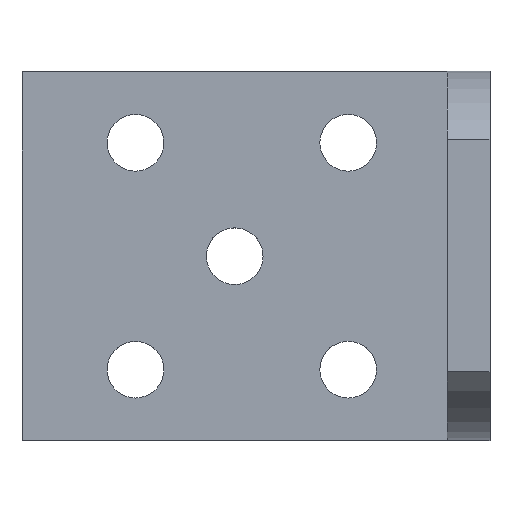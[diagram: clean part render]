
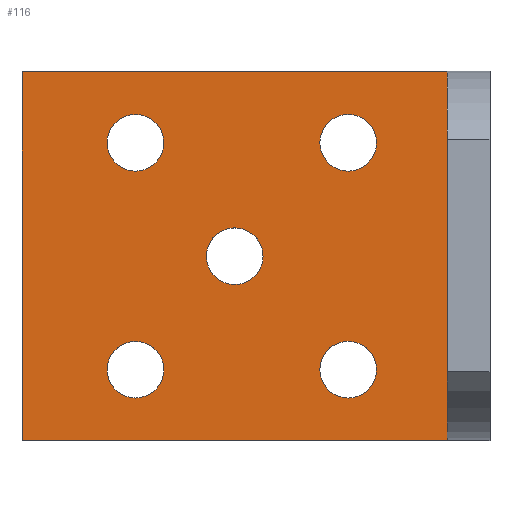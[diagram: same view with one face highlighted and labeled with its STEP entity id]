
A CAD part, top view. The second image highlights one B-rep face of the part: STEP entity #116.
In plain terms, the highlighted planar face has unit normal (0, 0, 1).
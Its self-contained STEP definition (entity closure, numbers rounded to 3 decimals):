
#116=ADVANCED_FACE('',(#276,#278,#280,#282,#284,#286),#288,.T.);
#276=FACE_BOUND('',#277,.T.);
#277=EDGE_LOOP('',(#431,#432,#433,#434));
#278=FACE_BOUND('',#279,.T.);
#279=EDGE_LOOP('',(#435));
#280=FACE_BOUND('',#281,.T.);
#281=EDGE_LOOP('',(#436));
#282=FACE_BOUND('',#283,.T.);
#283=EDGE_LOOP('',(#437));
#284=FACE_BOUND('',#285,.T.);
#285=EDGE_LOOP('',(#438));
#286=FACE_BOUND('',#287,.T.);
#287=EDGE_LOOP('',(#439));
#288=PLANE('',#289);
#289=AXIS2_PLACEMENT_3D('',#290,#291,#292);
#290=CARTESIAN_POINT('',(0.,0.,3.1));
#291=DIRECTION('',(0.,0.,1.));
#292=DIRECTION('',(-1.,0.,0.));
#431=ORIENTED_EDGE('',*,*,#487,.F.);
#432=ORIENTED_EDGE('',*,*,#483,.T.);
#433=ORIENTED_EDGE('',*,*,#497,.T.);
#434=ORIENTED_EDGE('',*,*,#471,.T.);
#435=ORIENTED_EDGE('',*,*,#498,.T.);
#436=ORIENTED_EDGE('',*,*,#499,.T.);
#437=ORIENTED_EDGE('',*,*,#500,.T.);
#438=ORIENTED_EDGE('',*,*,#501,.T.);
#439=ORIENTED_EDGE('',*,*,#502,.T.);
#471=EDGE_CURVE('',#514,#512,#515,.T.);
#483=EDGE_CURVE('',#538,#536,#539,.T.);
#487=EDGE_CURVE('',#538,#512,#543,.T.);
#497=EDGE_CURVE('',#536,#514,#559,.T.);
#498=EDGE_CURVE('',#560,#560,#561,.F.);
#499=EDGE_CURVE('',#562,#562,#563,.F.);
#500=EDGE_CURVE('',#564,#564,#565,.F.);
#501=EDGE_CURVE('',#566,#566,#567,.F.);
#502=EDGE_CURVE('',#568,#568,#569,.F.);
#512=VERTEX_POINT('',#586);
#514=VERTEX_POINT('',#590);
#515=LINE('',#591,#592);
#536=VERTEX_POINT('',#634);
#538=VERTEX_POINT('',#638);
#539=LINE('',#639,#640);
#543=LINE('',#653,#654);
#559=LINE('',#697,#698);
#560=VERTEX_POINT('',#700);
#561=CIRCLE('',#701,2.);
#562=VERTEX_POINT('',#705);
#563=CIRCLE('',#706,2.);
#564=VERTEX_POINT('',#710);
#565=CIRCLE('',#711,2.);
#566=VERTEX_POINT('',#715);
#567=CIRCLE('',#716,2.);
#568=VERTEX_POINT('',#720);
#569=CIRCLE('',#721,2.);
#586=CARTESIAN_POINT('',(13.5,-13.,3.1));
#590=CARTESIAN_POINT('',(-16.5,-13.,3.1));
#591=CARTESIAN_POINT('',(-16.5,-13.,3.1));
#592=VECTOR('',#593,1.);
#593=DIRECTION('',(1.,0.,0.));
#634=CARTESIAN_POINT('',(-16.5,13.,3.1));
#638=CARTESIAN_POINT('',(13.5,13.,3.1));
#639=CARTESIAN_POINT('',(13.5,13.,3.1));
#640=VECTOR('',#641,1.);
#641=DIRECTION('',(-1.,0.,0.));
#653=CARTESIAN_POINT('',(13.5,13.,3.1));
#654=VECTOR('',#655,1.);
#655=DIRECTION('',(0.,-1.,0.));
#697=CARTESIAN_POINT('',(-16.5,13.,3.1));
#698=VECTOR('',#699,1.);
#699=DIRECTION('',(0.,-1.,0.));
#700=CARTESIAN_POINT('',(4.5,8.,3.1));
#701=AXIS2_PLACEMENT_3D('',#702,#703,#704);
#702=CARTESIAN_POINT('',(6.5,8.,3.1));
#703=DIRECTION('',(0.,0.,1.));
#704=DIRECTION('',(-1.,0.,0.));
#705=CARTESIAN_POINT('',(4.5,-8.,3.1));
#706=AXIS2_PLACEMENT_3D('',#707,#708,#709);
#707=CARTESIAN_POINT('',(6.5,-8.,3.1));
#708=DIRECTION('',(0.,0.,1.));
#709=DIRECTION('',(-1.,0.,0.));
#710=CARTESIAN_POINT('',(-3.5,0.,3.1));
#711=AXIS2_PLACEMENT_3D('',#712,#713,#714);
#712=CARTESIAN_POINT('',(-1.5,0.,3.1));
#713=DIRECTION('',(0.,0.,1.));
#714=DIRECTION('',(-1.,0.,0.));
#715=CARTESIAN_POINT('',(-10.5,8.,3.1));
#716=AXIS2_PLACEMENT_3D('',#717,#718,#719);
#717=CARTESIAN_POINT('',(-8.5,8.,3.1));
#718=DIRECTION('',(0.,0.,1.));
#719=DIRECTION('',(-1.,0.,0.));
#720=CARTESIAN_POINT('',(-10.5,-8.,3.1));
#721=AXIS2_PLACEMENT_3D('',#722,#723,#724);
#722=CARTESIAN_POINT('',(-8.5,-8.,3.1));
#723=DIRECTION('',(0.,0.,1.));
#724=DIRECTION('',(-1.,0.,0.));
